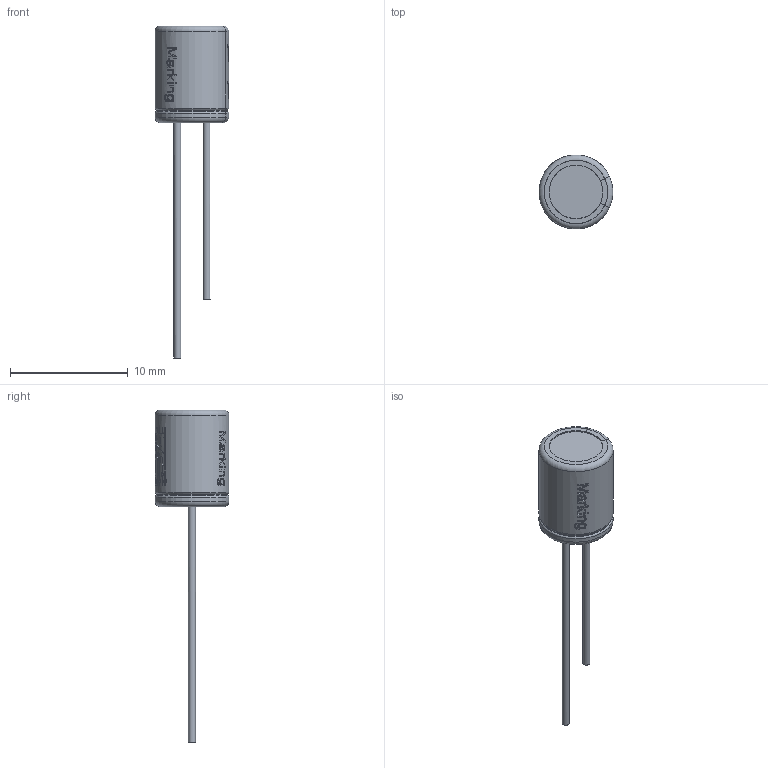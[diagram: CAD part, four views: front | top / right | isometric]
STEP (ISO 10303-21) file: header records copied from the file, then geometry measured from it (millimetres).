
FILE_DESCRIPTION(/* description */ ('Unknown','CAx-IF Rec.Pracs.---Representation and Presentation of Product Manufacturing Information (PMI)---4.0---2014-10-13','CAx-IF Rec.Pracs.---3D Tessellated Geometry---0.4---2014-09-14','2;1'),/* implementation_level */ '2;1');
FILE_NAME(/* name */ 'CP_Wurth_WCAP-PTHR-P2.5D6.3L8',/* time_stamp */ '2024-12-30T16:40:28+08:00',/* author */ ('Unknown'),/* organization */ ('Unknown'),/* preprocessor_version */ 'ST-DEVELOPER v16.7',/* originating_system */ 'Solid Edge',/* authorisation */ 'Unknown');
FILE_SCHEMA (('AP242_MANAGED_MODEL_BASED_3D_ENGINEERING_MIM_LF { 1 0 10303 442 1 1 4 }'));
Length unit declared in the file: millimetre
Products named in the file (2): CP_Wurth_WCAP-PTHR-P2.5D6.3L8
Assembly tree (1 placements, depth 2):
  CP_Wurth_WCAP-PTHR-P2.5D6.3L8
    CP_Wurth_WCAP-PTHR-P2.5D6.3L8
Bounding box: 6.28 x 6.28 x 28.22 mm (x, y, z)
Volume: 255.8 mm3; surface area: 705.7 mm2
Topology: 3 solids, 3 shells, 505 faces, 1276 edges, 845 vertices
Faces by surface type: plane 307, cylinder 100, bspline 74, torus 24
Full cylindrical faces by diameter (mm): 0.6 x2, 0.7 x1, 0.875 x1, 1.4 x1, 1.575 x1, 3.5 x1, 3.675 x1, 4.2 x1, 4.375 x1, 4.55 x2, 5.215 x1, 5.404 x1, 5.81 x1, 5.83 x1, 6.08 x2, 6.1 x2
Entity records: 22897 total; most frequent: CARTESIAN_POINT 7592, ORIENTED_EDGE 2462, DIRECTION 2321, EDGE_CURVE 1231, AXIS2_PLACEMENT_3D 844, VERTEX_POINT 841, LINE 633, VECTOR 633
